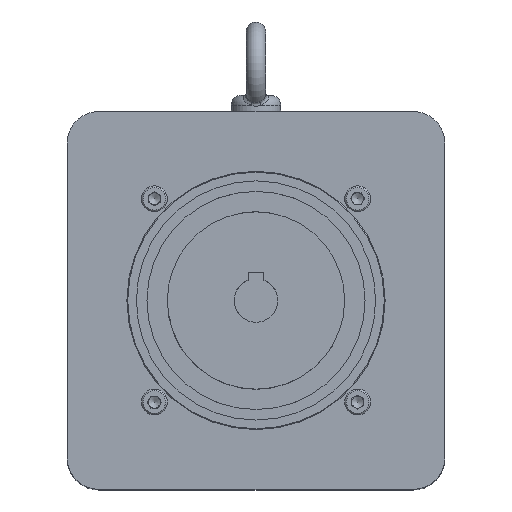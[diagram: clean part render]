
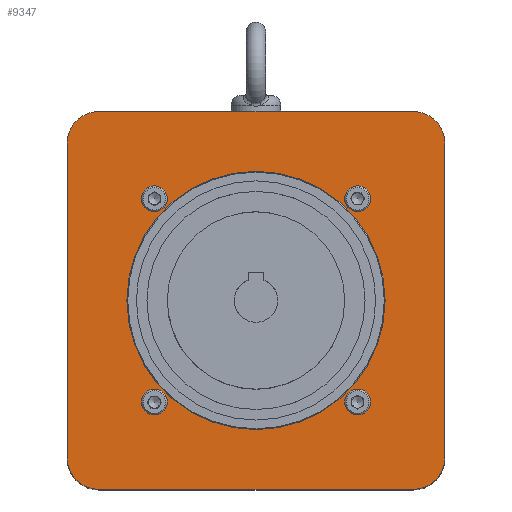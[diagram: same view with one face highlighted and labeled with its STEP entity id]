
A CAD part, top view. The second image highlights one B-rep face of the part: STEP entity #9347.
In plain terms, the highlighted planar face has unit normal (0, 0, 1).
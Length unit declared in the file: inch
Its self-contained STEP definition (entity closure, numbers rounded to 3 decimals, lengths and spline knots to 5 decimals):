
#151 = LINE ( 'NONE', #12606, #17968 ) ;
#422 = AXIS2_PLACEMENT_3D ( 'NONE', #1983, #15567, #3516 ) ;
#558 = EDGE_CURVE ( 'NONE', #9428, #19797, #151, .T. ) ;
#725 = AXIS2_PLACEMENT_3D ( 'NONE', #12744, #1927, #2127 ) ;
#955 = FACE_OUTER_BOUND ( 'NONE', #17268, .T. ) ;
#1251 = ORIENTED_EDGE ( 'NONE', *, *, #6406, .T. ) ;
#1503 = EDGE_CURVE ( 'NONE', #12959, #9625, #2009, .T. ) ;
#1546 = EDGE_CURVE ( 'NONE', #10350, #11011, #3336, .T. ) ;
#1551 = CARTESIAN_POINT ( 'NONE',  ( -2.01833, -2.17583, 14.3178 ) ) ;
#1724 = ORIENTED_EDGE ( 'NONE', *, *, #19369, .F. ) ;
#1850 = DIRECTION ( 'NONE',  ( -1., 0., 0. ) ) ;
#1896 = ORIENTED_EDGE ( 'NONE', *, *, #1546, .F. ) ;
#1927 = DIRECTION ( 'NONE',  ( 0., 0., -1. ) ) ;
#1946 = CARTESIAN_POINT ( 'NONE',  ( -3.125, -3.125, 14.3178 ) ) ;
#1964 = CARTESIAN_POINT ( 'NONE',  ( -2.17583, 2.01833, 14.3178 ) ) ;
#1983 = CARTESIAN_POINT ( 'NONE',  ( 0., 0., 14.3178 ) ) ;
#2009 = LINE ( 'NONE', #10934, #14703 ) ;
#2059 = VERTEX_POINT ( 'NONE', #1964 ) ;
#2127 = DIRECTION ( 'NONE',  ( -1., 0., 0. ) ) ;
#2751 = VECTOR ( 'NONE', #17117, 39.37008 ) ;
#2961 = DIRECTION ( 'NONE',  ( 1., 0., 0. ) ) ;
#3336 = LINE ( 'NONE', #9610, #2751 ) ;
#3516 = DIRECTION ( 'NONE',  ( 1., 0., 0. ) ) ;
#3581 = EDGE_CURVE ( 'NONE', #12886, #11661, #18370, .T. ) ;
#3641 = DIRECTION ( 'NONE',  ( 0., 0., -1. ) ) ;
#3808 = AXIS2_PLACEMENT_3D ( 'NONE', #11556, #17752, #8341 ) ;
#4122 = FACE_BOUND ( 'NONE', #5232, .T. ) ;
#4557 = DIRECTION ( 'NONE',  ( 0., 1., 0. ) ) ;
#4707 = DIRECTION ( 'NONE',  ( 0., 0., -1. ) ) ;
#4963 = DIRECTION ( 'NONE',  ( 0., 1., 0. ) ) ;
#4978 = DIRECTION ( 'NONE',  ( 0., 0., -1. ) ) ;
#5056 = AXIS2_PLACEMENT_3D ( 'NONE', #12550, #3641, #9412 ) ;
#5232 = EDGE_LOOP ( 'NONE', ( #8451 ) ) ;
#5660 = ORIENTED_EDGE ( 'NONE', *, *, #6953, .T. ) ;
#5735 = EDGE_LOOP ( 'NONE', ( #5660 ) ) ;
#6042 = DIRECTION ( 'NONE',  ( 0., 0., -1. ) ) ;
#6305 = ORIENTED_EDGE ( 'NONE', *, *, #19863, .F. ) ;
#6406 = EDGE_CURVE ( 'NONE', #2059, #2059, #11446, .T. ) ;
#6577 = AXIS2_PLACEMENT_3D ( 'NONE', #8798, #20051, #4557 ) ;
#6814 = ORIENTED_EDGE ( 'NONE', *, *, #558, .F. ) ;
#6953 = EDGE_CURVE ( 'NONE', #14427, #14427, #17710, .T. ) ;
#7230 = CIRCLE ( 'NONE', #8827, 0.625 ) ;
#7295 = ORIENTED_EDGE ( 'NONE', *, *, #19786, .T. ) ;
#7525 = AXIS2_PLACEMENT_3D ( 'NONE', #1946, #4707, #1850 ) ;
#7705 = DIRECTION ( 'NONE',  ( 0., -1., 0. ) ) ;
#7879 = CIRCLE ( 'NONE', #6577, 0.1575 ) ;
#8341 = DIRECTION ( 'NONE',  ( 1., 0., 0. ) ) ;
#8451 = ORIENTED_EDGE ( 'NONE', *, *, #12667, .T. ) ;
#8798 = CARTESIAN_POINT ( 'NONE',  ( 2.01833, 2.01833, 14.3178 ) ) ;
#8827 = AXIS2_PLACEMENT_3D ( 'NONE', #10831, #8938, #18147 ) ;
#8938 = DIRECTION ( 'NONE',  ( 0., 0., -1. ) ) ;
#8965 = CARTESIAN_POINT ( 'NONE',  ( 3.125, -3.75, 14.3178 ) ) ;
#9121 = CIRCLE ( 'NONE', #7525, 0.625 ) ;
#9256 = CARTESIAN_POINT ( 'NONE',  ( 3.75, 3.125, 14.3178 ) ) ;
#9262 = AXIS2_PLACEMENT_3D ( 'NONE', #13618, #6042, #19613 ) ;
#9347 = ADVANCED_FACE ( 'NONE', ( #18081, #19911, #4122, #16761, #11981, #955 ), #19720, .F. ) ;
#9412 = DIRECTION ( 'NONE',  ( 0., -1., 0. ) ) ;
#9428 = VERTEX_POINT ( 'NONE', #9256 ) ;
#9449 = CIRCLE ( 'NONE', #725, 0.625 ) ;
#9521 = CARTESIAN_POINT ( 'NONE',  ( -2.01833, 2.01833, 14.3178 ) ) ;
#9533 = CARTESIAN_POINT ( 'NONE',  ( -3.125, -3.75, 14.3178 ) ) ;
#9610 = CARTESIAN_POINT ( 'NONE',  ( 3.125, -3.75, 14.3178 ) ) ;
#9625 = VERTEX_POINT ( 'NONE', #19283 ) ;
#10011 = CARTESIAN_POINT ( 'NONE',  ( 3.125, 3.75, 14.3178 ) ) ;
#10350 = VERTEX_POINT ( 'NONE', #8965 ) ;
#10831 = CARTESIAN_POINT ( 'NONE',  ( 3.125, -3.125, 14.3178 ) ) ;
#10934 = CARTESIAN_POINT ( 'NONE',  ( -3.75, -3.125, 14.3178 ) ) ;
#11011 = VERTEX_POINT ( 'NONE', #9533 ) ;
#11239 = DIRECTION ( 'NONE',  ( -1., 0., 0. ) ) ;
#11271 = CARTESIAN_POINT ( 'NONE',  ( 2.17583, -2.01833, 14.3178 ) ) ;
#11338 = CARTESIAN_POINT ( 'NONE',  ( 2.01833, 2.17583, 14.3178 ) ) ;
#11446 = CIRCLE ( 'NONE', #17286, 0.1575 ) ;
#11556 = CARTESIAN_POINT ( 'NONE',  ( 2.01833, -2.01833, 14.3178 ) ) ;
#11661 = VERTEX_POINT ( 'NONE', #10011 ) ;
#11704 = VECTOR ( 'NONE', #2961, 39.37008 ) ;
#11712 = ORIENTED_EDGE ( 'NONE', *, *, #18711, .F. ) ;
#11981 = FACE_BOUND ( 'NONE', #12431, .T. ) ;
#12089 = ORIENTED_EDGE ( 'NONE', *, *, #3581, .F. ) ;
#12431 = EDGE_LOOP ( 'NONE', ( #6305 ) ) ;
#12550 = CARTESIAN_POINT ( 'NONE',  ( -2.01833, -2.01833, 14.3178 ) ) ;
#12563 = CARTESIAN_POINT ( 'NONE',  ( -3.125, 3.75, 14.3178 ) ) ;
#12606 = CARTESIAN_POINT ( 'NONE',  ( 3.75, 3.125, 14.3178 ) ) ;
#12667 = EDGE_CURVE ( 'NONE', #15622, #15622, #19231, .T. ) ;
#12744 = CARTESIAN_POINT ( 'NONE',  ( 3.125, 3.125, 14.3178 ) ) ;
#12886 = VERTEX_POINT ( 'NONE', #18427 ) ;
#12959 = VERTEX_POINT ( 'NONE', #14046 ) ;
#12996 = ORIENTED_EDGE ( 'NONE', *, *, #18352, .F. ) ;
#13618 = CARTESIAN_POINT ( 'NONE',  ( -3.125, -3.125, 14.3178 ) ) ;
#13923 = ORIENTED_EDGE ( 'NONE', *, *, #19511, .F. ) ;
#14046 = CARTESIAN_POINT ( 'NONE',  ( -3.75, -3.125, 14.3178 ) ) ;
#14364 = DIRECTION ( 'NONE',  ( 0., 0., -1. ) ) ;
#14427 = VERTEX_POINT ( 'NONE', #11271 ) ;
#14703 = VECTOR ( 'NONE', #4963, 39.37008 ) ;
#15212 = CARTESIAN_POINT ( 'NONE',  ( 2.5635, 0., 14.3178 ) ) ;
#15567 = DIRECTION ( 'NONE',  ( 0., 0., 1. ) ) ;
#15622 = VERTEX_POINT ( 'NONE', #1551 ) ;
#15702 = CARTESIAN_POINT ( 'NONE',  ( -3.125, 3.125, 14.3178 ) ) ;
#15727 = ORIENTED_EDGE ( 'NONE', *, *, #1503, .F. ) ;
#16318 = VERTEX_POINT ( 'NONE', #15212 ) ;
#16761 = FACE_BOUND ( 'NONE', #18501, .T. ) ;
#16919 = AXIS2_PLACEMENT_3D ( 'NONE', #15702, #14364, #18654 ) ;
#17117 = DIRECTION ( 'NONE',  ( -1., 0., 0. ) ) ;
#17246 = CIRCLE ( 'NONE', #16919, 0.625 ) ;
#17268 = EDGE_LOOP ( 'NONE', ( #12996, #1896, #1724, #6814, #11712, #12089, #13923, #15727 ) ) ;
#17286 = AXIS2_PLACEMENT_3D ( 'NONE', #9521, #4978, #11239 ) ;
#17710 = CIRCLE ( 'NONE', #3808, 0.1575 ) ;
#17752 = DIRECTION ( 'NONE',  ( 0., 0., -1. ) ) ;
#17968 = VECTOR ( 'NONE', #7705, 39.37008 ) ;
#18081 = FACE_BOUND ( 'NONE', #19489, .T. ) ;
#18147 = DIRECTION ( 'NONE',  ( -1., 0., 0. ) ) ;
#18352 = EDGE_CURVE ( 'NONE', #11011, #12959, #9121, .T. ) ;
#18370 = LINE ( 'NONE', #12563, #11704 ) ;
#18427 = CARTESIAN_POINT ( 'NONE',  ( -3.125, 3.75, 14.3178 ) ) ;
#18501 = EDGE_LOOP ( 'NONE', ( #1251 ) ) ;
#18654 = DIRECTION ( 'NONE',  ( -1., 0., 0. ) ) ;
#18711 = EDGE_CURVE ( 'NONE', #11661, #9428, #9449, .T. ) ;
#18863 = CIRCLE ( 'NONE', #422, 2.5635 ) ;
#19074 = VERTEX_POINT ( 'NONE', #11338 ) ;
#19231 = CIRCLE ( 'NONE', #5056, 0.1575 ) ;
#19283 = CARTESIAN_POINT ( 'NONE',  ( -3.75, 3.125, 14.3178 ) ) ;
#19369 = EDGE_CURVE ( 'NONE', #19797, #10350, #7230, .T. ) ;
#19489 = EDGE_LOOP ( 'NONE', ( #7295 ) ) ;
#19511 = EDGE_CURVE ( 'NONE', #9625, #12886, #17246, .T. ) ;
#19613 = DIRECTION ( 'NONE',  ( -1., 0., 0. ) ) ;
#19720 = PLANE ( 'NONE',  #9262 ) ;
#19786 = EDGE_CURVE ( 'NONE', #19074, #19074, #7879, .T. ) ;
#19797 = VERTEX_POINT ( 'NONE', #19850 ) ;
#19850 = CARTESIAN_POINT ( 'NONE',  ( 3.75, -3.125, 14.3178 ) ) ;
#19863 = EDGE_CURVE ( 'NONE', #16318, #16318, #18863, .T. ) ;
#19911 = FACE_BOUND ( 'NONE', #5735, .T. ) ;
#20051 = DIRECTION ( 'NONE',  ( 0., 0., -1. ) ) ;
